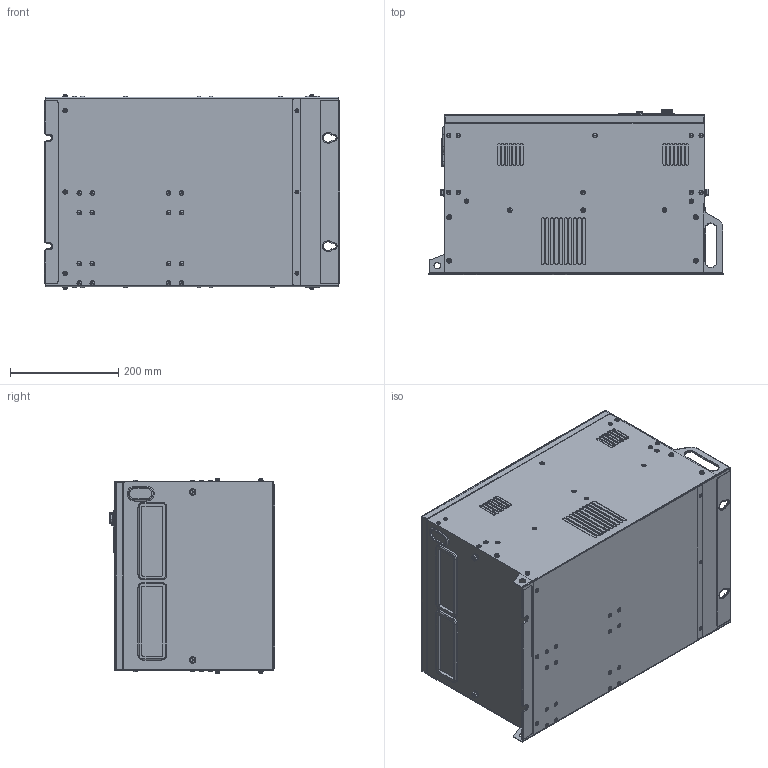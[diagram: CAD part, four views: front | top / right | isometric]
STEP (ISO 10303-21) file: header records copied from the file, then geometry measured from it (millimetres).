
FILE_DESCRIPTION (( 'STEP AP214' ), '1' );
FILE_NAME ('FC-431-E_1.STEP', '2025-04-11T10:20:36', ( '' ), ( '' ), 'SwSTEP 2.0', 'SolidWorks 2023', '' );
FILE_SCHEMA (( 'AUTOMOTIVE_DESIGN' ));
Products named in the file (1): FC-431-E_1
Bounding box: 544.4 x 305.54 x 359.23 mm (x, y, z)
Volume: 48969655.8 mm3; surface area: 1975147.9 mm2
Topology: 1 solids, 29 shells, 2515 faces, 6170 edges, 3880 vertices
Faces by surface type: plane 1017, cylinder 847, sphere 206, torus 170, bspline 162, cone 113
Entity records: 85051 total; most frequent: CARTESIAN_POINT 24777, DIRECTION 13002, ORIENTED_EDGE 12338, EDGE_CURVE 6169, AXIS2_PLACEMENT_3D 5060, VERTEX_POINT 3880, EDGE_LOOP 2917, VECTOR 2882
